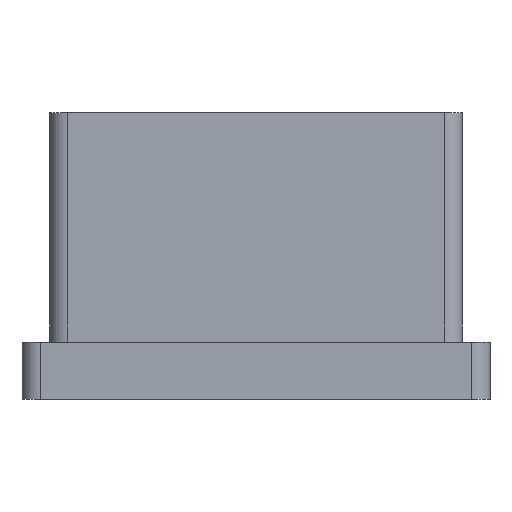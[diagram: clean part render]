
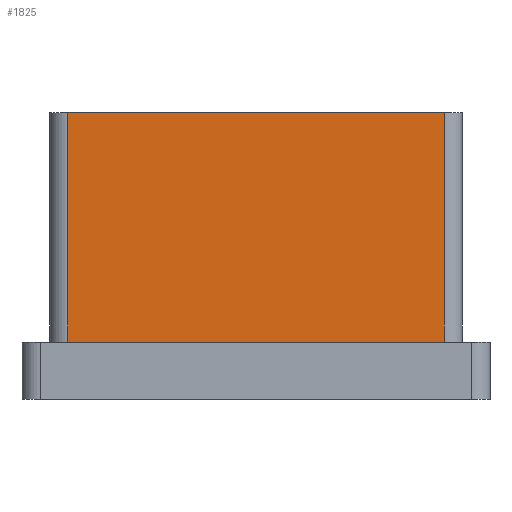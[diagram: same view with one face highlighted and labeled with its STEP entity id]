
A CAD part, front view. The second image highlights one B-rep face of the part: STEP entity #1825.
In plain terms, the highlighted planar face has unit normal (0, -1, 0).
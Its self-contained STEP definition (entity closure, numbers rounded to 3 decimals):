
#92=PLANE('',#1947);
#145=FACE_OUTER_BOUND('',#248,.T.);
#248=EDGE_LOOP('',(#1263,#1264,#1265,#1266));
#380=LINE('',#2646,#552);
#381=LINE('',#2648,#553);
#382=LINE('',#2650,#554);
#383=LINE('',#2651,#555);
#552=VECTOR('',#2148,10.414);
#553=VECTOR('',#2149,6.35);
#554=VECTOR('',#2150,10.414);
#555=VECTOR('',#2151,6.35);
#793=VERTEX_POINT('',#2644);
#794=VERTEX_POINT('',#2645);
#795=VERTEX_POINT('',#2647);
#796=VERTEX_POINT('',#2649);
#982=EDGE_CURVE('',#793,#794,#380,.T.);
#983=EDGE_CURVE('',#793,#795,#381,.T.);
#984=EDGE_CURVE('',#795,#796,#382,.T.);
#985=EDGE_CURVE('',#796,#794,#383,.T.);
#1263=ORIENTED_EDGE('',*,*,#982,.F.);
#1264=ORIENTED_EDGE('',*,*,#983,.T.);
#1265=ORIENTED_EDGE('',*,*,#984,.T.);
#1266=ORIENTED_EDGE('',*,*,#985,.T.);
#1825=ADVANCED_FACE('',(#145),#92,.T.);
#1947=AXIS2_PLACEMENT_3D('',#2643,#2146,#2147);
#2146=DIRECTION('center_axis',(0.,-1.,0.));
#2147=DIRECTION('ref_axis',(0.,0.,-1.));
#2148=DIRECTION('',(1.,0.,0.));
#2149=DIRECTION('',(0.,0.,-1.));
#2150=DIRECTION('',(1.,0.,0.));
#2151=DIRECTION('',(0.,0.,1.));
#2643=CARTESIAN_POINT('Origin',(-5.715,-5.715,-4.572));
#2644=CARTESIAN_POINT('',(-5.207,-5.715,1.778));
#2645=CARTESIAN_POINT('',(5.207,-5.715,1.778));
#2646=CARTESIAN_POINT('',(-5.207,-5.715,1.778));
#2647=CARTESIAN_POINT('',(-5.207,-5.715,-4.572));
#2648=CARTESIAN_POINT('',(-5.207,-5.715,1.778));
#2649=CARTESIAN_POINT('',(5.207,-5.715,-4.572));
#2650=CARTESIAN_POINT('',(-5.207,-5.715,-4.572));
#2651=CARTESIAN_POINT('',(5.207,-5.715,-4.572));
